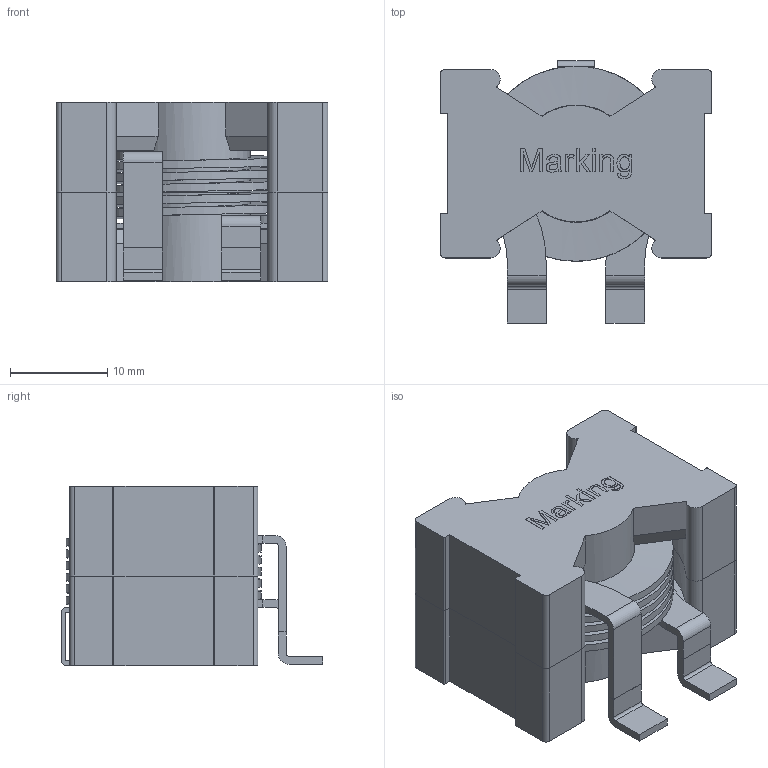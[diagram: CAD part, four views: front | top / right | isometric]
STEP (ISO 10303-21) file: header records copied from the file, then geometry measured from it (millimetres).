
FILE_DESCRIPTION( ( 'Unknown' ), '1' );
FILE_NAME( '744364xxxx_B.stp', 'Unknown', ( 'Unknown' ), ( 'Unknown' ), 'PSStep 19.0.9', 'Unknown', ' ' );
FILE_SCHEMA( ( 'AUTOMOTIVE_DESIGN { 1 0 10303 214 1 1 1 1 }' ) );
Length unit declared in the file: millimetre
Products named in the file (5): Assem1; core; Spule; Clip; core_marking
Assembly tree (4 placements, depth 2):
  Assem1
    core
    Spule
    Clip
    core_marking
Bounding box: 28 x 27 x 18.5 mm (x, y, z)
Volume: 7449.2 mm3; surface area: 7464.4 mm2
Topology: 4 solids, 4 shells, 228 faces, 616 edges, 408 vertices
Faces by surface type: plane 155, cylinder 55, extrusion 16, bspline 2
Full cylindrical faces by diameter (mm): 12 x2
Entity records: 10196 total; most frequent: CARTESIAN_POINT 2705, ORIENTED_EDGE 1222, DIRECTION 1065, EDGE_CURVE 611, VERTEX_POINT 406, VECTOR 363, AXIS2_PLACEMENT_3D 351, LINE 347
